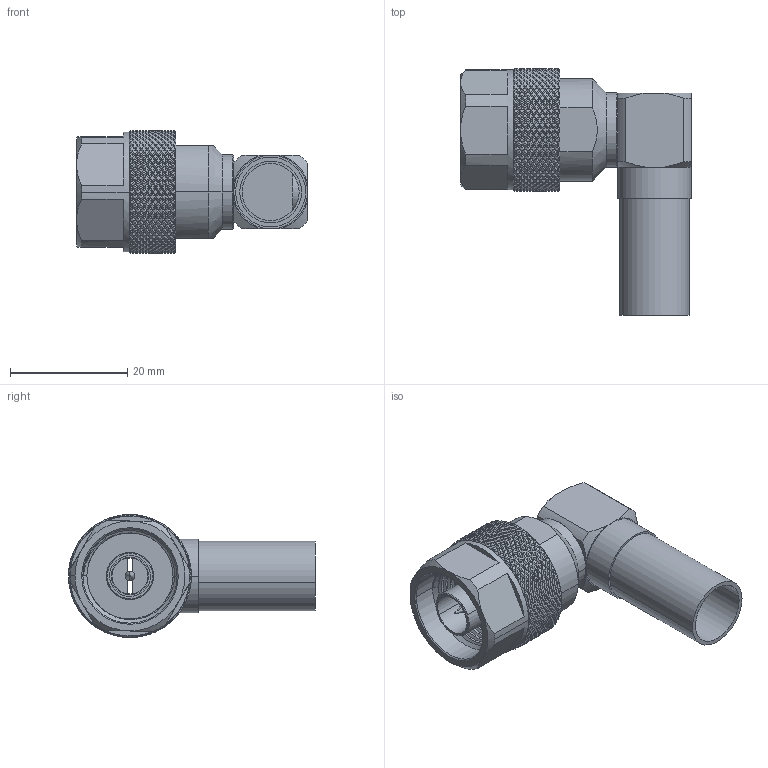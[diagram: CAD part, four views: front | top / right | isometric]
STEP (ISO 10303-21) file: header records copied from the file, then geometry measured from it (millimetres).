
FILE_DESCRIPTION (( 'STEP AP214' ), '1' );
FILE_NAME ('25-110-B3-DE.STEP', '2025-02-27T10:33:24', ( '' ), ( '' ), 'SwSTEP 2.0', 'SolidWorks 2024', '' );
FILE_SCHEMA (( 'AUTOMOTIVE_DESIGN' ));
Length unit declared in the file: millimetre
Products named in the file (1): 25-110-B3-DE
Bounding box: 39.47 x 42.2 x 21 mm (x, y, z)
Surface area: 6134.2 mm2 (no closed solid volume)
Topology: 0 solids, 10 shells, 3290 faces, 7032 edges, 3682 vertices
Faces by surface type: bspline 2562, cylinder 659, cone 35, plane 34
Entity records: 141929 total; most frequent: CARTESIAN_POINT 101711, ORIENTED_EDGE 13788, EDGE_CURVE 7032, VERTEX_POINT 3682, EDGE_LOOP 3299, ADVANCED_FACE 3290, FACE_OUTER_BOUND 3290, DIRECTION 2138
